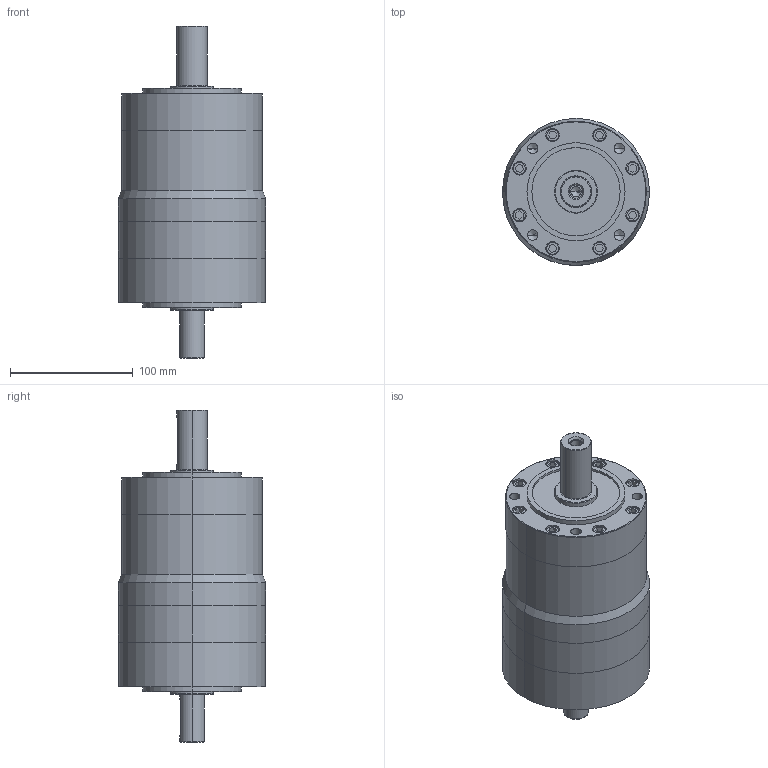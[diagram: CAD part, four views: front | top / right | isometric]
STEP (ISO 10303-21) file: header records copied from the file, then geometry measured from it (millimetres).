
FILE_DESCRIPTION (( 'STEP AP214' ), '1' );
FILE_NAME ('VGSE115Èý¼¶Ä£ÐÍ.STEP', '2018-07-18T06:27:12', ( 'Windows' ), ( 'Microsoft' ), 'SwSTEP 2.0', 'SolidWorks 2016', '' );
FILE_SCHEMA (( 'AUTOMOTIVE_DESIGN' ));
Length unit declared in the file: millimetre
Products named in the file (1): VGSE115三级模型
Bounding box: 120 x 120 x 271 mm (x, y, z)
Volume: 1906012.8 mm3; surface area: 184183.9 mm2
Topology: 9 solids, 9 shells, 279 faces, 614 edges, 386 vertices
Faces by surface type: plane 137, cylinder 100, cone 26, torus 16
Entity records: 8074 total; most frequent: CARTESIAN_POINT 1390, DIRECTION 1382, ORIENTED_EDGE 1188, EDGE_CURVE 594, AXIS2_PLACEMENT_3D 514, VERTEX_POINT 386, VECTOR 354, LINE 354
